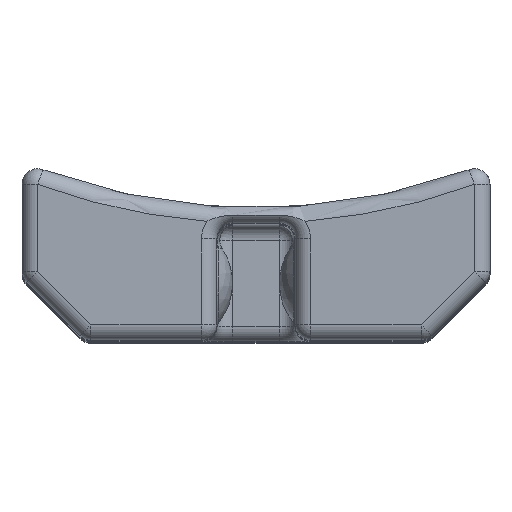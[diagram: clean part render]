
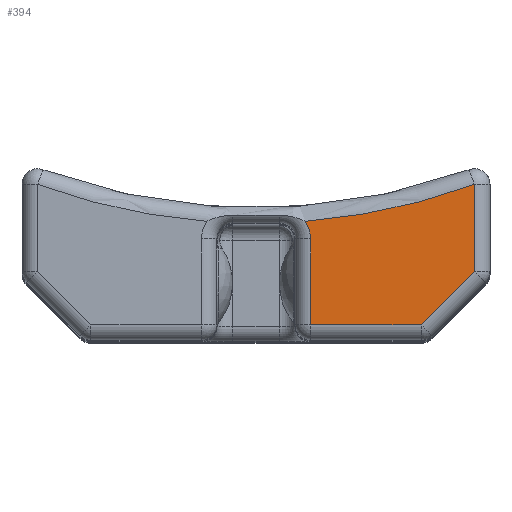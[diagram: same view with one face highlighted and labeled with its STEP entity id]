
A CAD part, top view. The second image highlights one B-rep face of the part: STEP entity #394.
In plain terms, the highlighted planar face has unit normal (0, 0, 1).
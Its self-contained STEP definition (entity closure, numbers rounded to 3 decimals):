
#337=CARTESIAN_POINT('',(-15.,12.5,55.));
#338=DIRECTION('',(-1.,0.,0.));
#339=DIRECTION('',(0.,0.,1.));
#340=AXIS2_PLACEMENT_3D('',#337,#339,#338);
#341=PLANE('',#340);
#342=CARTESIAN_POINT('',(14.,4.414,55.));
#343=VERTEX_POINT('',#342);
#344=CARTESIAN_POINT('',(14.,9.997,55.));
#345=VERTEX_POINT('',#344);
#346=CARTESIAN_POINT('',(14.,4.414,55.));
#347=DIRECTION('',(0.,1.,0.));
#348=VECTOR('',#347,5.582);
#349=LINE('',#346,#348);
#350=EDGE_CURVE('',#343,#345,#349,.T.);
#351=ORIENTED_EDGE('E28',*,*,#350,.T.);
#352=CARTESIAN_POINT('',(3.155,7.623,55.));
#353=VERTEX_POINT('',#352);
#354=CARTESIAN_POINT('',(0.,48.,55.));
#355=DIRECTION('',(0.346,-0.938,0.));
#356=DIRECTION('',(-0.,0.,-1.));
#357=AXIS2_PLACEMENT_3D('',#354,#356,#355);
#358=CIRCLE('',#357,40.5);
#359=EDGE_CURVE('',#345,#353,#358,.T.);
#360=ORIENTED_EDGE('E29',*,*,#359,.T.);
#361=CARTESIAN_POINT('',(3.5,6.5,55.));
#362=VERTEX_POINT('',#361);
#363=CARTESIAN_POINT('',(1.5,6.5,55.));
#364=DIRECTION('',(0.827,0.562,0.));
#365=DIRECTION('',(0.,0.,-1.));
#366=AXIS2_PLACEMENT_3D('',#363,#365,#364);
#367=CIRCLE('',#366,2.);
#368=EDGE_CURVE('',#353,#362,#367,.T.);
#369=ORIENTED_EDGE('E30',*,*,#368,.T.);
#370=CARTESIAN_POINT('',(3.5,1.,55.));
#371=VERTEX_POINT('',#370);
#372=CARTESIAN_POINT('',(3.5,6.5,55.));
#373=DIRECTION('',(0.,-1.,0.));
#374=VECTOR('',#373,5.5);
#375=LINE('',#372,#374);
#376=EDGE_CURVE('',#362,#371,#375,.T.);
#377=ORIENTED_EDGE('E31',*,*,#376,.T.);
#378=CARTESIAN_POINT('',(10.586,1.,55.));
#379=VERTEX_POINT('',#378);
#380=CARTESIAN_POINT('',(3.5,1.,55.));
#381=DIRECTION('',(1.,0.,0.));
#382=VECTOR('',#381,7.086);
#383=LINE('',#380,#382);
#384=EDGE_CURVE('',#371,#379,#383,.T.);
#385=ORIENTED_EDGE('E32',*,*,#384,.T.);
#386=CARTESIAN_POINT('',(10.586,1.,55.));
#387=DIRECTION('',(0.707,0.707,0.));
#388=VECTOR('',#387,4.828);
#389=LINE('',#386,#388);
#390=EDGE_CURVE('',#379,#343,#389,.T.);
#391=ORIENTED_EDGE('E33',*,*,#390,.T.);
#392=EDGE_LOOP('',(#351,#360,#369,#377,#385,#391));
#393=FACE_OUTER_BOUND('',#392,.T.);
#394=ADVANCED_FACE('F8',(#393),#341,.T.);
